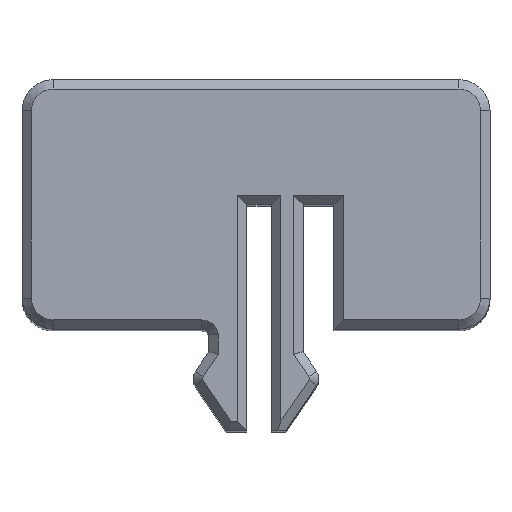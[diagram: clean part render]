
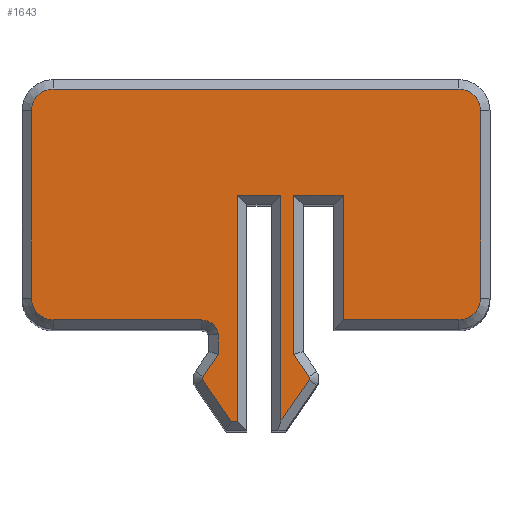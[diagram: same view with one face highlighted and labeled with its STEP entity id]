
A CAD part, top view. The second image highlights one B-rep face of the part: STEP entity #1643.
In plain terms, the highlighted planar face has unit normal (0, 0, 1).
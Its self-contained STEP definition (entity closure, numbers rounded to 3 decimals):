
#81=CIRCLE('',#1733,0.1);
#83=CIRCLE('',#1739,0.7);
#85=CIRCLE('',#1743,0.7);
#87=CIRCLE('',#1747,0.7);
#89=CIRCLE('',#1751,0.7);
#90=CIRCLE('',#1754,0.55);
#93=CIRCLE('',#1761,0.1);
#194=FACE_OUTER_BOUND('',#294,.T.);
#294=EDGE_LOOP('',(#1359,#1360,#1361,#1362,#1363,#1364,#1365,#1366,#1367,
#1368,#1369,#1370,#1371,#1372,#1373,#1374,#1375,#1376,#1377,#1378,#1379,
#1380,#1381,#1382));
#406=LINE('',#2436,#574);
#407=LINE('',#2439,#575);
#410=LINE('',#2444,#578);
#412=LINE('',#2448,#580);
#414=LINE('',#2452,#582);
#417=LINE('',#2458,#585);
#420=LINE('',#2465,#588);
#421=LINE('',#2468,#589);
#424=LINE('',#2480,#592);
#428=LINE('',#2492,#596);
#432=LINE('',#2504,#600);
#436=LINE('',#2516,#604);
#440=LINE('',#2528,#608);
#443=LINE('',#2537,#611);
#446=LINE('',#2543,#614);
#449=LINE('',#2549,#617);
#452=LINE('',#2558,#620);
#574=VECTOR('',#1989,10.);
#575=VECTOR('',#1992,10.);
#578=VECTOR('',#1997,10.);
#580=VECTOR('',#2001,10.);
#582=VECTOR('',#2005,10.);
#585=VECTOR('',#2010,10.);
#588=VECTOR('',#2019,10.);
#589=VECTOR('',#2022,10.);
#592=VECTOR('',#2027,10.);
#596=VECTOR('',#2039,10.);
#600=VECTOR('',#2051,10.);
#604=VECTOR('',#2063,10.);
#608=VECTOR('',#2075,10.);
#611=VECTOR('',#2086,10.);
#614=VECTOR('',#2091,10.);
#617=VECTOR('',#2096,10.);
#620=VECTOR('',#2107,10.);
#722=VERTEX_POINT('',#2428);
#725=VERTEX_POINT('',#2434);
#726=VERTEX_POINT('',#2438);
#727=VERTEX_POINT('',#2443);
#728=VERTEX_POINT('',#2447);
#729=VERTEX_POINT('',#2451);
#730=VERTEX_POINT('',#2455);
#731=VERTEX_POINT('',#2457);
#732=VERTEX_POINT('',#2461);
#733=VERTEX_POINT('',#2467);
#736=VERTEX_POINT('',#2477);
#737=VERTEX_POINT('',#2479);
#739=VERTEX_POINT('',#2485);
#741=VERTEX_POINT('',#2490);
#743=VERTEX_POINT('',#2497);
#745=VERTEX_POINT('',#2502);
#747=VERTEX_POINT('',#2509);
#749=VERTEX_POINT('',#2514);
#751=VERTEX_POINT('',#2521);
#753=VERTEX_POINT('',#2526);
#755=VERTEX_POINT('',#2536);
#757=VERTEX_POINT('',#2542);
#759=VERTEX_POINT('',#2548);
#761=VERTEX_POINT('',#2554);
#898=EDGE_CURVE('',#725,#722,#406,.T.);
#899=EDGE_CURVE('',#722,#726,#407,.T.);
#902=EDGE_CURVE('',#726,#727,#410,.T.);
#904=EDGE_CURVE('',#727,#728,#412,.T.);
#906=EDGE_CURVE('',#728,#729,#414,.T.);
#909=EDGE_CURVE('',#730,#731,#417,.T.);
#912=EDGE_CURVE('',#732,#730,#81,.T.);
#913=EDGE_CURVE('',#729,#732,#420,.T.);
#914=EDGE_CURVE('',#731,#733,#421,.T.);
#918=EDGE_CURVE('',#736,#737,#424,.T.);
#922=EDGE_CURVE('',#739,#736,#83,.T.);
#924=EDGE_CURVE('',#741,#739,#428,.T.);
#928=EDGE_CURVE('',#743,#741,#85,.T.);
#930=EDGE_CURVE('',#745,#743,#432,.T.);
#934=EDGE_CURVE('',#747,#745,#87,.T.);
#936=EDGE_CURVE('',#749,#747,#436,.T.);
#940=EDGE_CURVE('',#751,#749,#89,.T.);
#942=EDGE_CURVE('',#753,#751,#440,.T.);
#944=EDGE_CURVE('',#733,#753,#90,.T.);
#947=EDGE_CURVE('',#737,#755,#443,.T.);
#950=EDGE_CURVE('',#755,#757,#446,.T.);
#953=EDGE_CURVE('',#757,#759,#449,.T.);
#957=EDGE_CURVE('',#761,#725,#93,.T.);
#958=EDGE_CURVE('',#759,#761,#452,.T.);
#1359=ORIENTED_EDGE('',*,*,#918,.F.);
#1360=ORIENTED_EDGE('',*,*,#922,.F.);
#1361=ORIENTED_EDGE('',*,*,#924,.F.);
#1362=ORIENTED_EDGE('',*,*,#928,.F.);
#1363=ORIENTED_EDGE('',*,*,#930,.F.);
#1364=ORIENTED_EDGE('',*,*,#934,.F.);
#1365=ORIENTED_EDGE('',*,*,#936,.F.);
#1366=ORIENTED_EDGE('',*,*,#940,.F.);
#1367=ORIENTED_EDGE('',*,*,#942,.F.);
#1368=ORIENTED_EDGE('',*,*,#944,.F.);
#1369=ORIENTED_EDGE('',*,*,#914,.F.);
#1370=ORIENTED_EDGE('',*,*,#909,.F.);
#1371=ORIENTED_EDGE('',*,*,#912,.F.);
#1372=ORIENTED_EDGE('',*,*,#913,.F.);
#1373=ORIENTED_EDGE('',*,*,#906,.F.);
#1374=ORIENTED_EDGE('',*,*,#904,.F.);
#1375=ORIENTED_EDGE('',*,*,#902,.F.);
#1376=ORIENTED_EDGE('',*,*,#899,.F.);
#1377=ORIENTED_EDGE('',*,*,#898,.F.);
#1378=ORIENTED_EDGE('',*,*,#957,.F.);
#1379=ORIENTED_EDGE('',*,*,#958,.F.);
#1380=ORIENTED_EDGE('',*,*,#953,.F.);
#1381=ORIENTED_EDGE('',*,*,#950,.F.);
#1382=ORIENTED_EDGE('',*,*,#947,.F.);
#1564=PLANE('',#1777);
#1643=ADVANCED_FACE('',(#194),#1564,.F.);
#1733=AXIS2_PLACEMENT_3D('',#2463,#2015,#2016);
#1739=AXIS2_PLACEMENT_3D('',#2487,#2034,#2035);
#1743=AXIS2_PLACEMENT_3D('',#2499,#2046,#2047);
#1747=AXIS2_PLACEMENT_3D('',#2511,#2058,#2059);
#1751=AXIS2_PLACEMENT_3D('',#2523,#2070,#2071);
#1754=AXIS2_PLACEMENT_3D('',#2531,#2079,#2080);
#1761=AXIS2_PLACEMENT_3D('',#2556,#2103,#2104);
#1777=AXIS2_PLACEMENT_3D('',#2692,#2151,#2152);
#1989=DIRECTION('',(-0.566,-0.825,0.));
#1992=DIRECTION('',(0.,1.,0.));
#1997=DIRECTION('',(-1.,0.,0.));
#2001=DIRECTION('',(0.,-1.,0.));
#2005=DIRECTION('',(-1.,0.,0.));
#2010=DIRECTION('',(0.566,0.825,0.));
#2015=DIRECTION('center_axis',(0.,0.,-1.));
#2016=DIRECTION('ref_axis',(-1.,0.,0.));
#2019=DIRECTION('',(-0.566,0.825,0.));
#2022=DIRECTION('',(0.,1.,0.));
#2027=DIRECTION('',(-1.,0.,0.));
#2034=DIRECTION('center_axis',(0.,0.,-1.));
#2035=DIRECTION('ref_axis',(0.707,-0.707,0.));
#2039=DIRECTION('',(0.,-1.,0.));
#2046=DIRECTION('center_axis',(0.,0.,-1.));
#2047=DIRECTION('ref_axis',(0.707,0.707,0.));
#2051=DIRECTION('',(1.,0.,0.));
#2058=DIRECTION('center_axis',(0.,0.,-1.));
#2059=DIRECTION('ref_axis',(-0.707,0.707,0.));
#2063=DIRECTION('',(0.,1.,0.));
#2070=DIRECTION('center_axis',(0.,0.,-1.));
#2071=DIRECTION('ref_axis',(-0.707,-0.707,0.));
#2075=DIRECTION('',(-1.,0.,0.));
#2079=DIRECTION('center_axis',(0.,0.,1.));
#2080=DIRECTION('ref_axis',(0.,1.,0.));
#2086=DIRECTION('',(0.,1.,0.));
#2091=DIRECTION('',(-1.,0.,0.));
#2096=DIRECTION('',(0.,-1.,0.));
#2103=DIRECTION('center_axis',(0.,0.,-1.));
#2104=DIRECTION('ref_axis',(1.,0.,0.));
#2107=DIRECTION('',(0.566,-0.825,0.));
#2151=DIRECTION('center_axis',(0.,0.,-1.));
#2152=DIRECTION('ref_axis',(-1.,0.,0.));
#2428=CARTESIAN_POINT('',(0.8,4.56,-69.2));
#2434=CARTESIAN_POINT('',(1.697,5.868,-69.2));
#2436=CARTESIAN_POINT('',(1.864,6.111,-69.2));
#2438=CARTESIAN_POINT('',(0.8,11.8,-69.2));
#2439=CARTESIAN_POINT('',(0.8,10.688,-69.2));
#2443=CARTESIAN_POINT('',(-0.6,11.8,-69.2));
#2444=CARTESIAN_POINT('',(-0.15,11.8,-69.2));
#2447=CARTESIAN_POINT('',(-0.6,4.55,-69.2));
#2448=CARTESIAN_POINT('',(-0.6,7.063,-69.2));
#2451=CARTESIAN_POINT('',(-0.793,4.55,-69.2));
#2452=CARTESIAN_POINT('',(-0.476,4.55,-69.2));
#2455=CARTESIAN_POINT('',(-1.697,5.982,-69.2));
#2457=CARTESIAN_POINT('',(-1.21,6.692,-69.2));
#2458=CARTESIAN_POINT('',(-0.301,8.019,-69.2));
#2461=CARTESIAN_POINT('',(-1.697,5.868,-69.2));
#2463=CARTESIAN_POINT('Origin',(-1.615,5.925,-69.2));
#2465=CARTESIAN_POINT('',(-2.438,6.948,-69.2));
#2467=CARTESIAN_POINT('',(-1.21,7.354,-69.2));
#2468=CARTESIAN_POINT('',(-1.21,8.598,-69.2));
#2477=CARTESIAN_POINT('',(6.5,7.8,-69.2));
#2479=CARTESIAN_POINT('',(2.8,7.8,-69.2));
#2480=CARTESIAN_POINT('',(1.25,7.8,-69.2));
#2485=CARTESIAN_POINT('',(7.2,8.5,-69.2));
#2487=CARTESIAN_POINT('Origin',(6.5,8.5,-69.2));
#2490=CARTESIAN_POINT('',(7.2,14.5,-69.2));
#2492=CARTESIAN_POINT('',(7.2,8.688,-69.2));
#2497=CARTESIAN_POINT('',(6.5,15.2,-69.2));
#2499=CARTESIAN_POINT('Origin',(6.5,14.5,-69.2));
#2502=CARTESIAN_POINT('',(-6.5,15.2,-69.2));
#2504=CARTESIAN_POINT('',(4.25,15.2,-69.2));
#2509=CARTESIAN_POINT('',(-7.2,14.5,-69.2));
#2511=CARTESIAN_POINT('Origin',(-6.5,14.5,-69.2));
#2514=CARTESIAN_POINT('',(-7.2,8.5,-69.2));
#2516=CARTESIAN_POINT('',(-7.2,12.688,-69.2));
#2521=CARTESIAN_POINT('',(-6.5,7.8,-69.2));
#2523=CARTESIAN_POINT('Origin',(-6.5,8.5,-69.2));
#2526=CARTESIAN_POINT('',(-1.75,7.8,-69.2));
#2528=CARTESIAN_POINT('',(-4.25,7.8,-69.2));
#2531=CARTESIAN_POINT('Origin',(-1.75,7.25,-69.2));
#2536=CARTESIAN_POINT('',(2.8,11.8,-69.2));
#2537=CARTESIAN_POINT('',(2.8,10.688,-69.2));
#2542=CARTESIAN_POINT('',(1.21,11.8,-69.2));
#2543=CARTESIAN_POINT('',(0.755,11.8,-69.2));
#2548=CARTESIAN_POINT('',(1.21,6.692,-69.2));
#2549=CARTESIAN_POINT('',(1.21,8.33,-69.2));
#2554=CARTESIAN_POINT('',(1.697,5.982,-69.2));
#2556=CARTESIAN_POINT('Origin',(1.615,5.925,-69.2));
#2558=CARTESIAN_POINT('',(0.596,7.588,-69.2));
#2692=CARTESIAN_POINT('Origin',(0.,9.875,-69.2));
